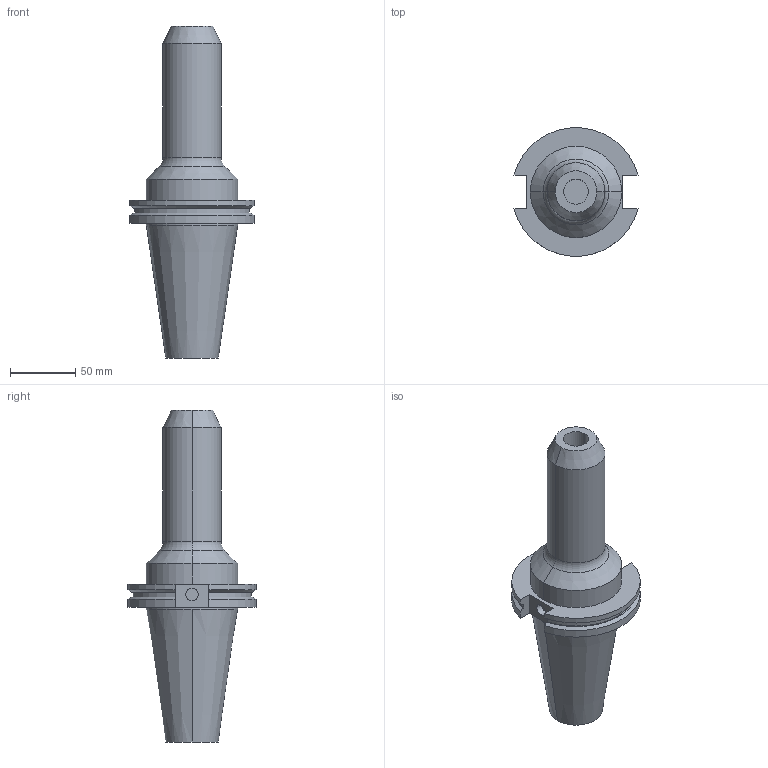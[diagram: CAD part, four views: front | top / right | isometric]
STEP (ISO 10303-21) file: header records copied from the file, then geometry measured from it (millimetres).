
FILE_DESCRIPTION (( 'STEP AP203' ), '1' );
FILE_NAME ('STP-44.653.64.600.STEP', '2018-04-18T08:42:42', ( '' ), ( '' ), 'SwSTEP 2.0', 'SolidWorks 2015', '' );
FILE_SCHEMA (( 'CONFIG_CONTROL_DESIGN' ));
Length unit declared in the file: millimetre
Products named in the file (1): STP-44.653.64.600
Bounding box: 94.95 x 98.05 x 254 mm (x, y, z)
Volume: 575341.6 mm3; surface area: 63246.1 mm2
Topology: 1 solids, 1 shells, 57 faces, 132 edges, 81 vertices
Faces by surface type: cylinder 22, plane 17, cone 16, torus 2
Entity records: 1691 total; most frequent: DIRECTION 296, CARTESIAN_POINT 293, ORIENTED_EDGE 260, EDGE_CURVE 130, AXIS2_PLACEMENT_3D 116, VERTEX_POINT 81, LINE 64, VECTOR 64
